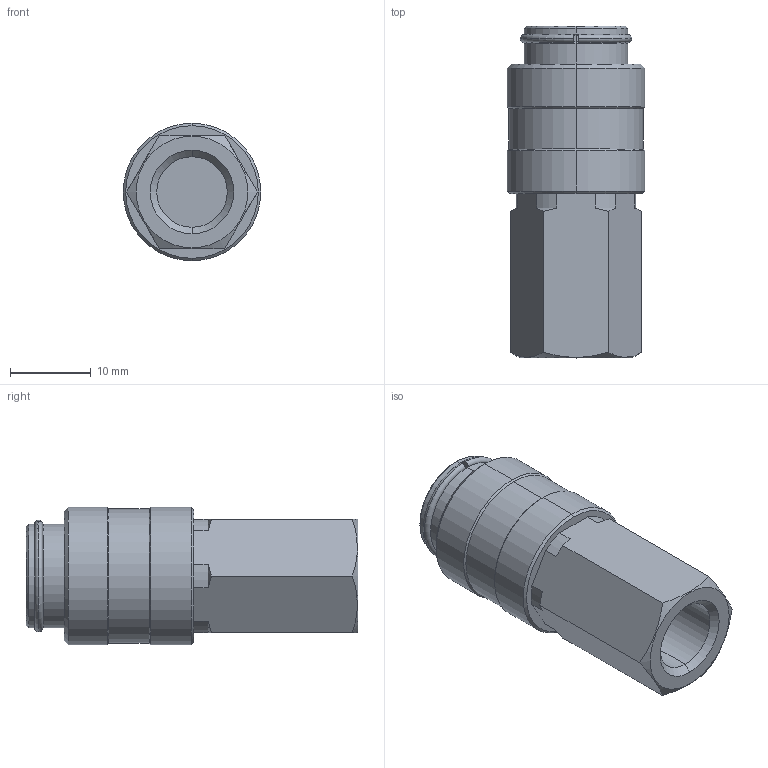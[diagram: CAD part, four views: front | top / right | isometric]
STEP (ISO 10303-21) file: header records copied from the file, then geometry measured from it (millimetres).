
FILE_DESCRIPTION(( 'GU21.120018.STEP' ), '1');
FILE_NAME( 'GU21.120018.STEP', '2018-10-02T15:20:30',( 'Sopra'),('sopra-pneumatic.com'), 'SwSTEP 2.0','SolidWorks 2009','' );
FILE_SCHEMA (( 'CONFIG_CONTROL_DESIGN' ));
Length unit declared in the file: millimetre
Products named in the file (1): 07210201
Bounding box: 17 x 41 x 17 mm (x, y, z)
Volume: 6734.6 mm3; surface area: 2975.4 mm2
Topology: 2 solids, 2 shells, 68 faces, 150 edges, 92 vertices
Faces by surface type: cone 24, cylinder 22, plane 16, torus 6
Entity records: 2033 total; most frequent: CARTESIAN_POINT 447, DIRECTION 332, ORIENTED_EDGE 300, EDGE_CURVE 150, AXIS2_PLACEMENT_3D 137, VERTEX_POINT 92, EDGE_LOOP 74, ADVANCED_FACE 68
